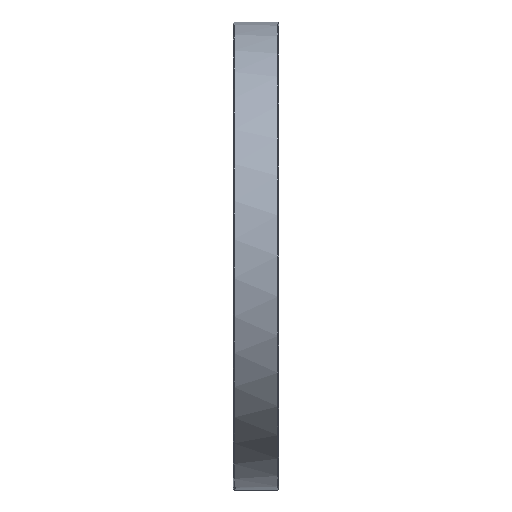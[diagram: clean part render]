
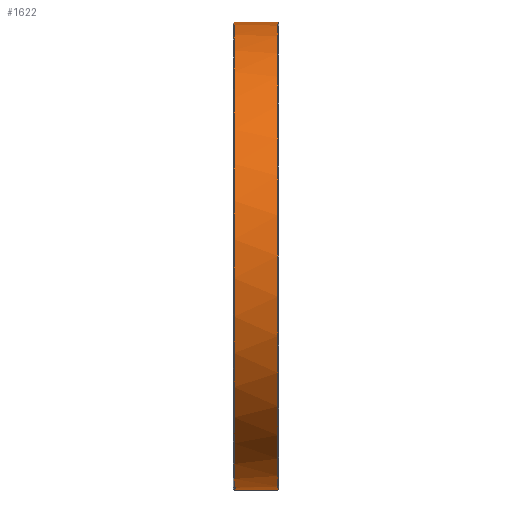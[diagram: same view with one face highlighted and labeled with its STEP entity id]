
A CAD part, left-side view. The second image highlights one B-rep face of the part: STEP entity #1622.
In plain terms, the highlighted cylindrical face has radius 126.6 mm (diameter 253.2 mm), a partial arc.
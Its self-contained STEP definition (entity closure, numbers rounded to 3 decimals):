
#150 = VERTEX_POINT ( 'NONE', #6511 ) ;
#248 = VERTEX_POINT ( 'NONE', #3878 ) ;
#393 = DIRECTION ( 'NONE',  ( 0., -1., 0. ) ) ;
#638 = VERTEX_POINT ( 'NONE', #5116 ) ;
#767 = AXIS2_PLACEMENT_3D ( 'NONE', #7565, #3678, #8226 ) ;
#888 = CIRCLE ( 'NONE', #7593, 126.6 ) ;
#985 = EDGE_CURVE ( 'NONE', #248, #638, #6173, .T. ) ;
#1012 = CARTESIAN_POINT ( 'NONE',  ( 0., 0.4, 0. ) ) ;
#1442 = VERTEX_POINT ( 'NONE', #3294 ) ;
#1514 = LINE ( 'NONE', #4425, #1717 ) ;
#1622 = ADVANCED_FACE ( 'NONE', ( #5968 ), #5779, .T. ) ;
#1677 = DIRECTION ( 'NONE',  ( 0., 0., 1. ) ) ;
#1686 = CARTESIAN_POINT ( 'NONE',  ( -15.036, 23.3, -125.704 ) ) ;
#1699 = ORIENTED_EDGE ( 'NONE', *, *, #3353, .T. ) ;
#1717 = VECTOR ( 'NONE', #5723, 1000. ) ;
#1768 = AXIS2_PLACEMENT_3D ( 'NONE', #4185, #7400, #4837 ) ;
#1867 = LINE ( 'NONE', #5154, #5305 ) ;
#2257 = AXIS2_PLACEMENT_3D ( 'NONE', #6800, #2919, #7442 ) ;
#2457 = EDGE_CURVE ( 'NONE', #3753, #1442, #1514, .T. ) ;
#2613 = CARTESIAN_POINT ( 'NONE',  ( -18.011, 24.2, -125.312 ) ) ;
#2876 = DIRECTION ( 'NONE',  ( 0., -1., 0. ) ) ;
#2919 = DIRECTION ( 'NONE',  ( 0., -1., 0. ) ) ;
#3068 = DIRECTION ( 'NONE',  ( 0., 1., 0. ) ) ;
#3292 = VECTOR ( 'NONE', #3068, 1000. ) ;
#3294 = CARTESIAN_POINT ( 'NONE',  ( 0., 0.4, -126.6 ) ) ;
#3353 = EDGE_CURVE ( 'NONE', #5497, #150, #5233, .T. ) ;
#3678 = DIRECTION ( 'NONE',  ( 0., 1., 0. ) ) ;
#3704 = ORIENTED_EDGE ( 'NONE', *, *, #6437, .T. ) ;
#3753 = VERTEX_POINT ( 'NONE', #4883 ) ;
#3836 = DIRECTION ( 'NONE',  ( 0., -1., 0. ) ) ;
#3878 = CARTESIAN_POINT ( 'NONE',  ( 0., 24.2, 126.6 ) ) ;
#3929 = CIRCLE ( 'NONE', #5008, 126.6 ) ;
#4185 = CARTESIAN_POINT ( 'NONE',  ( 0., -15.022, 0. ) ) ;
#4265 = VECTOR ( 'NONE', #2876, 1000. ) ;
#4308 = CARTESIAN_POINT ( 'NONE',  ( 0., 24.2, 0. ) ) ;
#4425 = CARTESIAN_POINT ( 'NONE',  ( 0., -15.022, -126.6 ) ) ;
#4621 = EDGE_CURVE ( 'NONE', #5205, #6335, #1867, .T. ) ;
#4810 = CIRCLE ( 'NONE', #2257, 126.6 ) ;
#4837 = DIRECTION ( 'NONE',  ( 0., 0., -1. ) ) ;
#4883 = CARTESIAN_POINT ( 'NONE',  ( 0., 24.2, -126.6 ) ) ;
#4957 = DIRECTION ( 'NONE',  ( 0., 0., -1. ) ) ;
#5008 = AXIS2_PLACEMENT_3D ( 'NONE', #1012, #5549, #1677 ) ;
#5116 = CARTESIAN_POINT ( 'NONE',  ( 0., 0.4, 126.6 ) ) ;
#5154 = CARTESIAN_POINT ( 'NONE',  ( -18.011, -15.022, -125.312 ) ) ;
#5205 = VERTEX_POINT ( 'NONE', #2613 ) ;
#5233 = LINE ( 'NONE', #6952, #3292 ) ;
#5305 = VECTOR ( 'NONE', #3836, 1000. ) ;
#5490 = EDGE_LOOP ( 'NONE', ( #7181, #6085, #6545, #6568, #1699, #8387, #6720, #3704 ) ) ;
#5497 = VERTEX_POINT ( 'NONE', #1686 ) ;
#5549 = DIRECTION ( 'NONE',  ( 0., 1., 0. ) ) ;
#5723 = DIRECTION ( 'NONE',  ( 0., -1., 0. ) ) ;
#5779 = CYLINDRICAL_SURFACE ( 'NONE', #1768, 126.6 ) ;
#5968 = FACE_OUTER_BOUND ( 'NONE', #5490, .T. ) ;
#6039 = CIRCLE ( 'NONE', #767, 126.6 ) ;
#6085 = ORIENTED_EDGE ( 'NONE', *, *, #8415, .T. ) ;
#6105 = CARTESIAN_POINT ( 'NONE',  ( 0., -15.022, 126.6 ) ) ;
#6173 = LINE ( 'NONE', #6105, #4265 ) ;
#6335 = VERTEX_POINT ( 'NONE', #8002 ) ;
#6437 = EDGE_CURVE ( 'NONE', #1442, #638, #3929, .T. ) ;
#6467 = EDGE_CURVE ( 'NONE', #150, #3753, #888, .T. ) ;
#6511 = CARTESIAN_POINT ( 'NONE',  ( -15.036, 24.2, -125.704 ) ) ;
#6545 = ORIENTED_EDGE ( 'NONE', *, *, #4621, .T. ) ;
#6568 = ORIENTED_EDGE ( 'NONE', *, *, #7019, .F. ) ;
#6720 = ORIENTED_EDGE ( 'NONE', *, *, #2457, .T. ) ;
#6800 = CARTESIAN_POINT ( 'NONE',  ( 0., 24.2, 0. ) ) ;
#6952 = CARTESIAN_POINT ( 'NONE',  ( -15.036, -15.022, -125.704 ) ) ;
#7019 = EDGE_CURVE ( 'NONE', #5497, #6335, #6039, .T. ) ;
#7181 = ORIENTED_EDGE ( 'NONE', *, *, #985, .F. ) ;
#7400 = DIRECTION ( 'NONE',  ( 0., -1., 0. ) ) ;
#7442 = DIRECTION ( 'NONE',  ( 0., 0., -1. ) ) ;
#7565 = CARTESIAN_POINT ( 'NONE',  ( 0., 23.3, 0. ) ) ;
#7593 = AXIS2_PLACEMENT_3D ( 'NONE', #4308, #393, #4957 ) ;
#8002 = CARTESIAN_POINT ( 'NONE',  ( -18.011, 23.3, -125.312 ) ) ;
#8226 = DIRECTION ( 'NONE',  ( 0., 0., 1. ) ) ;
#8387 = ORIENTED_EDGE ( 'NONE', *, *, #6467, .T. ) ;
#8415 = EDGE_CURVE ( 'NONE', #248, #5205, #4810, .T. ) ;
